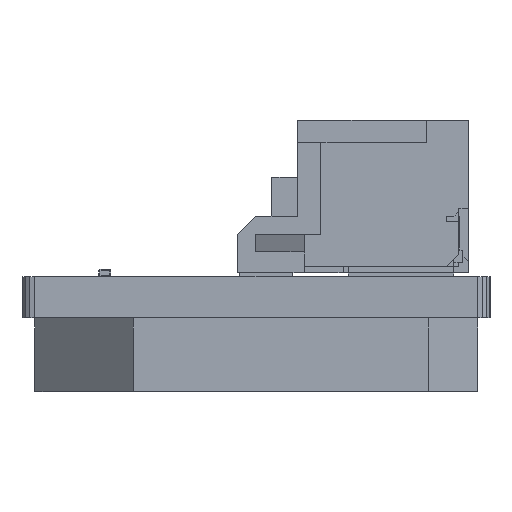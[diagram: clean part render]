
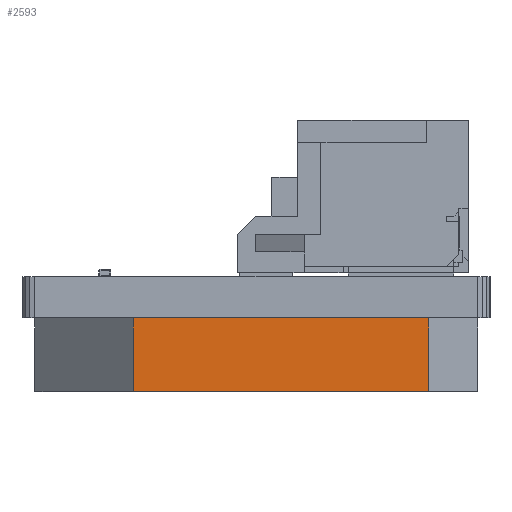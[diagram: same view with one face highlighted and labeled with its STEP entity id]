
A CAD part, left-side view. The second image highlights one B-rep face of the part: STEP entity #2593.
In plain terms, the highlighted planar face has unit normal (-1, 0, 0).
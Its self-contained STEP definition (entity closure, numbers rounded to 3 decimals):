
#2323 = PLANE('',#2324);
#2324 = AXIS2_PLACEMENT_3D('',#2325,#2326,#2327);
#2325 = CARTESIAN_POINT('',(0.,0.,0.));
#2326 = DIRECTION('',(0.,1.,0.));
#2327 = DIRECTION('',(0.,0.,1.));
#2377 = PLANE('',#2378);
#2378 = AXIS2_PLACEMENT_3D('',#2379,#2380,#2381);
#2379 = CARTESIAN_POINT('',(0.,3.,0.));
#2380 = DIRECTION('',(0.,1.,0.));
#2381 = DIRECTION('',(0.,0.,1.));
#2560 = PLANE('',#2561);
#2561 = AXIS2_PLACEMENT_3D('',#2562,#2563,#2564);
#2562 = CARTESIAN_POINT('',(-42.5,3.,-14.));
#2563 = DIRECTION('',(0.707,0.,0.707));
#2564 = DIRECTION('',(0.,-1.,0.));
#2593 = ADVANCED_FACE('',(#2594),#2608,.F.);
#2594 = FACE_BOUND('',#2595,.T.);
#2595 = EDGE_LOOP('',(#2596,#2626,#2654,#2677));
#2596 = ORIENTED_EDGE('',*,*,#2597,.T.);
#2597 = EDGE_CURVE('',#2598,#2600,#2602,.T.);
#2598 = VERTEX_POINT('',#2599);
#2599 = CARTESIAN_POINT('',(-42.5,0.,-14.));
#2600 = VERTEX_POINT('',#2601);
#2601 = CARTESIAN_POINT('',(-42.5,0.,-2.));
#2602 = SURFACE_CURVE('',#2603,(#2607,#2619),.PCURVE_S1.);
#2603 = LINE('',#2604,#2605);
#2604 = CARTESIAN_POINT('',(-42.5,0.,0.));
#2605 = VECTOR('',#2606,1.);
#2606 = DIRECTION('',(0.,0.,1.));
#2607 = PCURVE('',#2608,#2613);
#2608 = PLANE('',#2609);
#2609 = AXIS2_PLACEMENT_3D('',#2610,#2611,#2612);
#2610 = CARTESIAN_POINT('',(-42.5,3.,0.));
#2611 = DIRECTION('',(1.,0.,0.));
#2612 = DIRECTION('',(0.,0.,-1.));
#2613 = DEFINITIONAL_REPRESENTATION('',(#2614),#2618);
#2614 = LINE('',#2615,#2616);
#2615 = CARTESIAN_POINT('',(0.,-3.));
#2616 = VECTOR('',#2617,1.);
#2617 = DIRECTION('',(-1.,0.));
#2618 = ( GEOMETRIC_REPRESENTATION_CONTEXT(2) 
PARAMETRIC_REPRESENTATION_CONTEXT() REPRESENTATION_CONTEXT('2D SPACE',''
  ) );
#2619 = PCURVE('',#2323,#2620);
#2620 = DEFINITIONAL_REPRESENTATION('',(#2621),#2625);
#2621 = LINE('',#2622,#2623);
#2622 = CARTESIAN_POINT('',(0.,-42.5));
#2623 = VECTOR('',#2624,1.);
#2624 = DIRECTION('',(1.,0.));
#2625 = ( GEOMETRIC_REPRESENTATION_CONTEXT(2) 
PARAMETRIC_REPRESENTATION_CONTEXT() REPRESENTATION_CONTEXT('2D SPACE',''
  ) );
#2626 = ORIENTED_EDGE('',*,*,#2627,.T.);
#2627 = EDGE_CURVE('',#2600,#2628,#2630,.T.);
#2628 = VERTEX_POINT('',#2629);
#2629 = CARTESIAN_POINT('',(-42.5,3.,-2.));
#2630 = SURFACE_CURVE('',#2631,(#2635,#2642),.PCURVE_S1.);
#2631 = LINE('',#2632,#2633);
#2632 = CARTESIAN_POINT('',(-42.5,3.,-2.));
#2633 = VECTOR('',#2634,1.);
#2634 = DIRECTION('',(0.,1.,0.));
#2635 = PCURVE('',#2608,#2636);
#2636 = DEFINITIONAL_REPRESENTATION('',(#2637),#2641);
#2637 = LINE('',#2638,#2639);
#2638 = CARTESIAN_POINT('',(2.,0.));
#2639 = VECTOR('',#2640,1.);
#2640 = DIRECTION('',(0.,1.));
#2641 = ( GEOMETRIC_REPRESENTATION_CONTEXT(2) 
PARAMETRIC_REPRESENTATION_CONTEXT() REPRESENTATION_CONTEXT('2D SPACE',''
  ) );
#2642 = PCURVE('',#2643,#2648);
#2643 = PLANE('',#2644);
#2644 = AXIS2_PLACEMENT_3D('',#2645,#2646,#2647);
#2645 = CARTESIAN_POINT('',(-40.5,3.,0.));
#2646 = DIRECTION('',(0.707,0.,-0.707));
#2647 = DIRECTION('',(0.,-1.,0.));
#2648 = DEFINITIONAL_REPRESENTATION('',(#2649),#2653);
#2649 = LINE('',#2650,#2651);
#2650 = CARTESIAN_POINT('',(0.,2.828));
#2651 = VECTOR('',#2652,1.);
#2652 = DIRECTION('',(-1.,0.));
#2653 = ( GEOMETRIC_REPRESENTATION_CONTEXT(2) 
PARAMETRIC_REPRESENTATION_CONTEXT() REPRESENTATION_CONTEXT('2D SPACE',''
  ) );
#2654 = ORIENTED_EDGE('',*,*,#2655,.F.);
#2655 = EDGE_CURVE('',#2656,#2628,#2658,.T.);
#2656 = VERTEX_POINT('',#2657);
#2657 = CARTESIAN_POINT('',(-42.5,3.,-14.));
#2658 = SURFACE_CURVE('',#2659,(#2663,#2670),.PCURVE_S1.);
#2659 = LINE('',#2660,#2661);
#2660 = CARTESIAN_POINT('',(-42.5,3.,0.));
#2661 = VECTOR('',#2662,1.);
#2662 = DIRECTION('',(0.,0.,1.));
#2663 = PCURVE('',#2608,#2664);
#2664 = DEFINITIONAL_REPRESENTATION('',(#2665),#2669);
#2665 = LINE('',#2666,#2667);
#2666 = CARTESIAN_POINT('',(0.,0.));
#2667 = VECTOR('',#2668,1.);
#2668 = DIRECTION('',(-1.,0.));
#2669 = ( GEOMETRIC_REPRESENTATION_CONTEXT(2) 
PARAMETRIC_REPRESENTATION_CONTEXT() REPRESENTATION_CONTEXT('2D SPACE',''
  ) );
#2670 = PCURVE('',#2377,#2671);
#2671 = DEFINITIONAL_REPRESENTATION('',(#2672),#2676);
#2672 = LINE('',#2673,#2674);
#2673 = CARTESIAN_POINT('',(0.,-42.5));
#2674 = VECTOR('',#2675,1.);
#2675 = DIRECTION('',(1.,0.));
#2676 = ( GEOMETRIC_REPRESENTATION_CONTEXT(2) 
PARAMETRIC_REPRESENTATION_CONTEXT() REPRESENTATION_CONTEXT('2D SPACE',''
  ) );
#2677 = ORIENTED_EDGE('',*,*,#2678,.T.);
#2678 = EDGE_CURVE('',#2656,#2598,#2679,.T.);
#2679 = SURFACE_CURVE('',#2680,(#2684,#2691),.PCURVE_S1.);
#2680 = LINE('',#2681,#2682);
#2681 = CARTESIAN_POINT('',(-42.5,3.,-14.));
#2682 = VECTOR('',#2683,1.);
#2683 = DIRECTION('',(0.,-1.,0.));
#2684 = PCURVE('',#2608,#2685);
#2685 = DEFINITIONAL_REPRESENTATION('',(#2686),#2690);
#2686 = LINE('',#2687,#2688);
#2687 = CARTESIAN_POINT('',(14.,0.));
#2688 = VECTOR('',#2689,1.);
#2689 = DIRECTION('',(0.,-1.));
#2690 = ( GEOMETRIC_REPRESENTATION_CONTEXT(2) 
PARAMETRIC_REPRESENTATION_CONTEXT() REPRESENTATION_CONTEXT('2D SPACE',''
  ) );
#2691 = PCURVE('',#2560,#2692);
#2692 = DEFINITIONAL_REPRESENTATION('',(#2693),#2697);
#2693 = LINE('',#2694,#2695);
#2694 = CARTESIAN_POINT('',(0.,0.));
#2695 = VECTOR('',#2696,1.);
#2696 = DIRECTION('',(1.,0.));
#2697 = ( GEOMETRIC_REPRESENTATION_CONTEXT(2) 
PARAMETRIC_REPRESENTATION_CONTEXT() REPRESENTATION_CONTEXT('2D SPACE',''
  ) );
